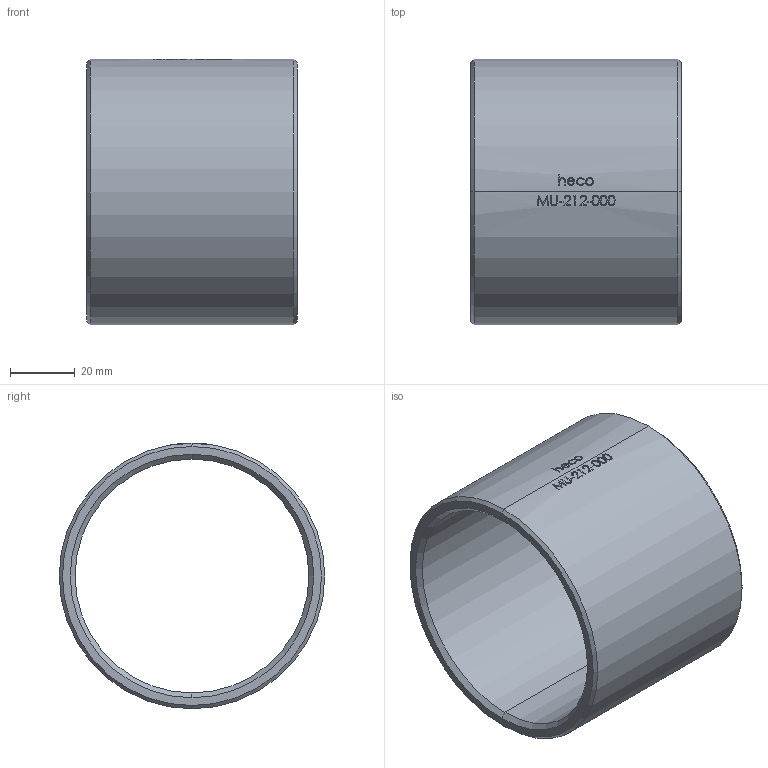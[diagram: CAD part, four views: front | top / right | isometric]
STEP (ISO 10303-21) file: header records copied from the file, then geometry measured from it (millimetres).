
FILE_DESCRIPTION (( 'STEP AP214' ), '1' );
FILE_NAME ('MU-212-000-x Muffe heco.STEP', '2018-05-17T09:38:38', ( '' ), ( '' ), 'SwSTEP 2.0', 'SolidWorks 2016', '' );
FILE_SCHEMA (( 'AUTOMOTIVE_DESIGN' ));
Length unit declared in the file: millimetre
Products named in the file (1): MU-212-000-x Muffe heco
Bounding box: 65 x 82 x 82 mm (x, y, z)
Volume: 76169.3 mm3; surface area: 33176 mm2
Topology: 1 solids, 1 shells, 172 faces, 445 edges, 294 vertices
Faces by surface type: bspline 97, plane 44, cylinder 23, cone 8
Entity records: 20017 total; most frequent: CARTESIAN_POINT 14938, ORIENTED_EDGE 890, EDGE_CURVE 445, DIRECTION 340, B_SPLINE_CURVE_WITH_KNOTS 307, VERTEX_POINT 294, EDGE_LOOP 193, FACE_OUTER_BOUND 172
